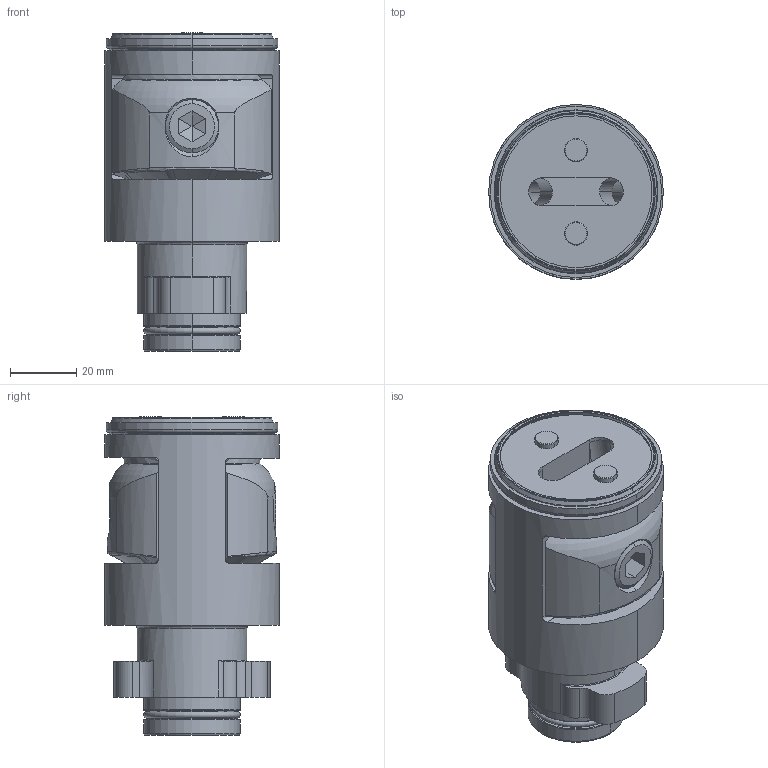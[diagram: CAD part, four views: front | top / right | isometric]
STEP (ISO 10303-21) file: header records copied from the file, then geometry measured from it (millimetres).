
FILE_DESCRIPTION((''),'2;1');
FILE_NAME('KS100-10_SW0001','2010-11-23T',('brunnert'),(''),'PRO/ENGINEER BY PARAMETRIC TECHNOLOGY CORPORATION, 2008250','PRO/ENGINEER BY PARAMETRIC TECHNOLOGY CORPORATION, 2008250','');
FILE_SCHEMA(('AUTOMOTIVE_DESIGN_CC2 { 1 2 10303 214 -1 1 5 2 }'));
Length unit declared in the file: millimetre
Products named in the file (1): KS100-10_SW0001
Bounding box: 52.6 x 52.6 x 95.97 mm (x, y, z)
Volume: 142057.5 mm3; surface area: 31846.9 mm2
Topology: 1 solids, 5 shells, 293 faces, 748 edges, 461 vertices
Faces by surface type: cylinder 92, plane 79, torus 60, cone 50, bspline 12
Entity records: 16988 total; most frequent: CARTESIAN_POINT 7931, ORIENTED_EDGE 1496, DIRECTION 1446, EDGE_CURVE 748, AXIS2_PLACEMENT_3D 591, VERTEX_POINT 461, CIRCLE 310, EDGE_LOOP 309
